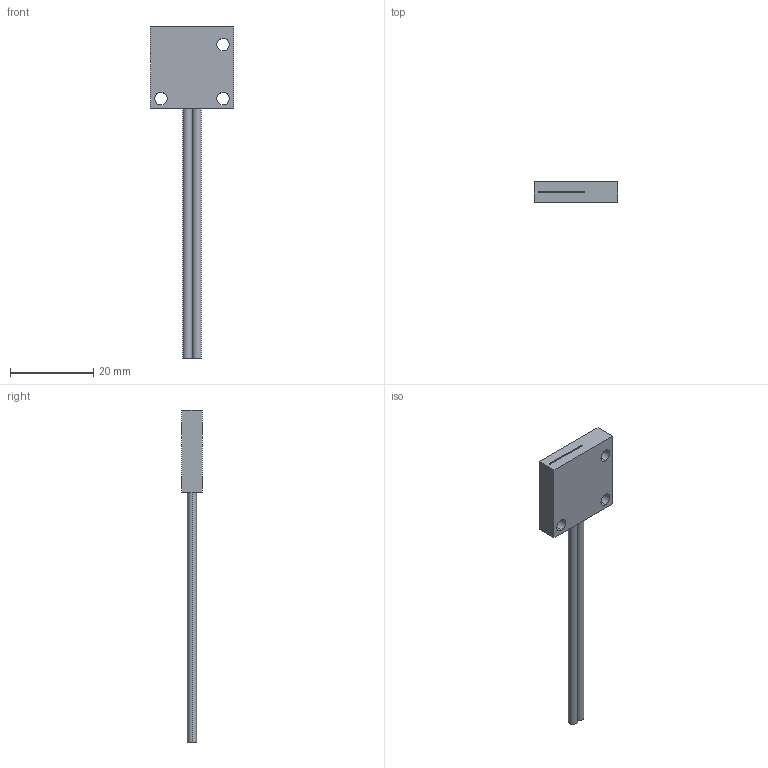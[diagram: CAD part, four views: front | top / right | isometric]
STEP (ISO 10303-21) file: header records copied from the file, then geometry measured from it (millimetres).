
FILE_DESCRIPTION((''),'2;1');
FILE_NAME('FR-20MLS-20_STEP-203','2016-08-30T',('cmozuch'),(''),'PRO/ENGINEER BY PARAMETRIC TECHNOLOGY CORPORATION, 2015440','PRO/ENGINEER BY PARAMETRIC TECHNOLOGY CORPORATION, 2015440','');
FILE_SCHEMA(('CONFIG_CONTROL_DESIGN'));
Length unit declared in the file: millimetre
Products named in the file (1): FR-20MLS-20_STEP-203
Bounding box: 20 x 5 x 80 mm (x, y, z)
Volume: 2349.9 mm3; surface area: 2131 mm2
Topology: 1 solids, 1 shells, 144 faces, 419 edges, 280 vertices
Faces by surface type: cylinder 73, plane 71
Entity records: 5910 total; most frequent: DIRECTION 855, CARTESIAN_POINT 843, ORIENTED_EDGE 838, EDGE_CURVE 419, AXIS2_PLACEMENT_3D 292, VERTEX_POINT 280, VECTOR 271, LINE 271
